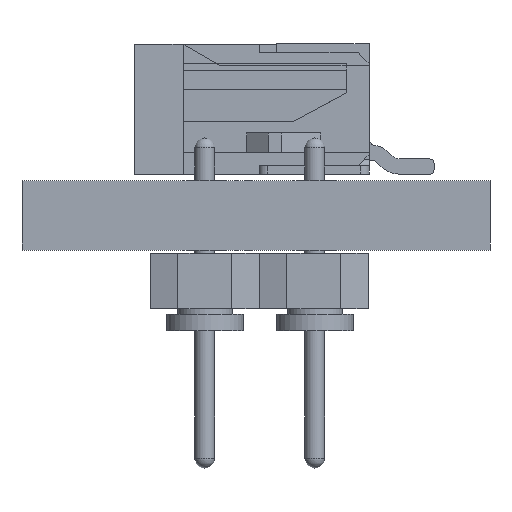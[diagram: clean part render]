
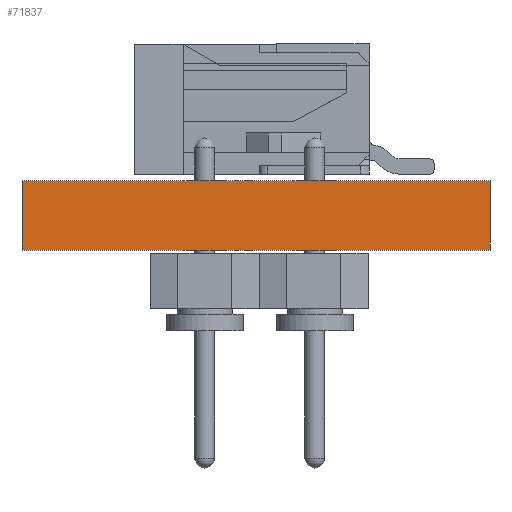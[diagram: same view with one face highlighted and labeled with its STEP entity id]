
A CAD part, front view. The second image highlights one B-rep face of the part: STEP entity #71837.
In plain terms, the highlighted planar face has unit normal (0, -1, 0).
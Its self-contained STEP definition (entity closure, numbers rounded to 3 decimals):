
#70353 = PLANE('',#70354);
#70354 = AXIS2_PLACEMENT_3D('',#70355,#70356,#70357);
#70355 = CARTESIAN_POINT('',(69.9,-39.05,1.6));
#70356 = DIRECTION('',(0.,0.,1.));
#70357 = DIRECTION('',(1.,0.,0.));
#70381 = PLANE('',#70382);
#70382 = AXIS2_PLACEMENT_3D('',#70383,#70384,#70385);
#70383 = CARTESIAN_POINT('',(64.5,-17.8,0.));
#70384 = DIRECTION('',(1.,0.,0.));
#70385 = DIRECTION('',(0.,-1.,0.));
#70407 = PLANE('',#70408);
#70408 = AXIS2_PLACEMENT_3D('',#70409,#70410,#70411);
#70409 = CARTESIAN_POINT('',(69.9,-39.05,0.));
#70410 = DIRECTION('',(0.,0.,1.));
#70411 = DIRECTION('',(1.,0.,0.));
#70440 = PLANE('',#70441);
#70441 = AXIS2_PLACEMENT_3D('',#70442,#70443,#70444);
#70442 = CARTESIAN_POINT('',(75.3,-60.3,0.));
#70443 = DIRECTION('',(-1.,0.,0.));
#70444 = DIRECTION('',(0.,1.,0.));
#70500 = VERTEX_POINT('',#70501);
#70501 = CARTESIAN_POINT('',(64.5,-60.3,1.6));
#70522 = EDGE_CURVE('',#70523,#70500,#70525,.T.);
#70523 = VERTEX_POINT('',#70524);
#70524 = CARTESIAN_POINT('',(64.5,-60.3,0.));
#70525 = SURFACE_CURVE('',#70526,(#70530,#70537),.PCURVE_S1.);
#70526 = LINE('',#70527,#70528);
#70527 = CARTESIAN_POINT('',(64.5,-60.3,0.));
#70528 = VECTOR('',#70529,1.);
#70529 = DIRECTION('',(0.,0.,1.));
#70530 = PCURVE('',#70381,#70531);
#70531 = DEFINITIONAL_REPRESENTATION('',(#70532),#70536);
#70532 = LINE('',#70533,#70534);
#70533 = CARTESIAN_POINT('',(42.5,0.));
#70534 = VECTOR('',#70535,1.);
#70535 = DIRECTION('',(0.,-1.));
#70536 = ( GEOMETRIC_REPRESENTATION_CONTEXT(2) 
PARAMETRIC_REPRESENTATION_CONTEXT() REPRESENTATION_CONTEXT('2D SPACE',''
  ) );
#70537 = PCURVE('',#70538,#70543);
#70538 = PLANE('',#70539);
#70539 = AXIS2_PLACEMENT_3D('',#70540,#70541,#70542);
#70540 = CARTESIAN_POINT('',(64.5,-60.3,0.));
#70541 = DIRECTION('',(0.,1.,0.));
#70542 = DIRECTION('',(1.,0.,0.));
#70543 = DEFINITIONAL_REPRESENTATION('',(#70544),#70548);
#70544 = LINE('',#70545,#70546);
#70545 = CARTESIAN_POINT('',(0.,0.));
#70546 = VECTOR('',#70547,1.);
#70547 = DIRECTION('',(0.,-1.));
#70548 = ( GEOMETRIC_REPRESENTATION_CONTEXT(2) 
PARAMETRIC_REPRESENTATION_CONTEXT() REPRESENTATION_CONTEXT('2D SPACE',''
  ) );
#70576 = EDGE_CURVE('',#70523,#70577,#70579,.T.);
#70577 = VERTEX_POINT('',#70578);
#70578 = CARTESIAN_POINT('',(75.3,-60.3,0.));
#70579 = SURFACE_CURVE('',#70580,(#70584,#70591),.PCURVE_S1.);
#70580 = LINE('',#70581,#70582);
#70581 = CARTESIAN_POINT('',(64.5,-60.3,0.));
#70582 = VECTOR('',#70583,1.);
#70583 = DIRECTION('',(1.,0.,0.));
#70584 = PCURVE('',#70407,#70585);
#70585 = DEFINITIONAL_REPRESENTATION('',(#70586),#70590);
#70586 = LINE('',#70587,#70588);
#70587 = CARTESIAN_POINT('',(-5.4,-21.25));
#70588 = VECTOR('',#70589,1.);
#70589 = DIRECTION('',(1.,0.));
#70590 = ( GEOMETRIC_REPRESENTATION_CONTEXT(2) 
PARAMETRIC_REPRESENTATION_CONTEXT() REPRESENTATION_CONTEXT('2D SPACE',''
  ) );
#70591 = PCURVE('',#70538,#70592);
#70592 = DEFINITIONAL_REPRESENTATION('',(#70593),#70597);
#70593 = LINE('',#70594,#70595);
#70594 = CARTESIAN_POINT('',(0.,0.));
#70595 = VECTOR('',#70596,1.);
#70596 = DIRECTION('',(1.,0.));
#70597 = ( GEOMETRIC_REPRESENTATION_CONTEXT(2) 
PARAMETRIC_REPRESENTATION_CONTEXT() REPRESENTATION_CONTEXT('2D SPACE',''
  ) );
#71246 = EDGE_CURVE('',#70500,#71247,#71249,.T.);
#71247 = VERTEX_POINT('',#71248);
#71248 = CARTESIAN_POINT('',(75.3,-60.3,1.6));
#71249 = SURFACE_CURVE('',#71250,(#71254,#71261),.PCURVE_S1.);
#71250 = LINE('',#71251,#71252);
#71251 = CARTESIAN_POINT('',(64.5,-60.3,1.6));
#71252 = VECTOR('',#71253,1.);
#71253 = DIRECTION('',(1.,0.,0.));
#71254 = PCURVE('',#70353,#71255);
#71255 = DEFINITIONAL_REPRESENTATION('',(#71256),#71260);
#71256 = LINE('',#71257,#71258);
#71257 = CARTESIAN_POINT('',(-5.4,-21.25));
#71258 = VECTOR('',#71259,1.);
#71259 = DIRECTION('',(1.,0.));
#71260 = ( GEOMETRIC_REPRESENTATION_CONTEXT(2) 
PARAMETRIC_REPRESENTATION_CONTEXT() REPRESENTATION_CONTEXT('2D SPACE',''
  ) );
#71261 = PCURVE('',#70538,#71262);
#71262 = DEFINITIONAL_REPRESENTATION('',(#71263),#71267);
#71263 = LINE('',#71264,#71265);
#71264 = CARTESIAN_POINT('',(0.,-1.6));
#71265 = VECTOR('',#71266,1.);
#71266 = DIRECTION('',(1.,0.));
#71267 = ( GEOMETRIC_REPRESENTATION_CONTEXT(2) 
PARAMETRIC_REPRESENTATION_CONTEXT() REPRESENTATION_CONTEXT('2D SPACE',''
  ) );
#71814 = EDGE_CURVE('',#70577,#71247,#71815,.T.);
#71815 = SURFACE_CURVE('',#71816,(#71820,#71827),.PCURVE_S1.);
#71816 = LINE('',#71817,#71818);
#71817 = CARTESIAN_POINT('',(75.3,-60.3,0.));
#71818 = VECTOR('',#71819,1.);
#71819 = DIRECTION('',(0.,0.,1.));
#71820 = PCURVE('',#70440,#71821);
#71821 = DEFINITIONAL_REPRESENTATION('',(#71822),#71826);
#71822 = LINE('',#71823,#71824);
#71823 = CARTESIAN_POINT('',(0.,0.));
#71824 = VECTOR('',#71825,1.);
#71825 = DIRECTION('',(0.,-1.));
#71826 = ( GEOMETRIC_REPRESENTATION_CONTEXT(2) 
PARAMETRIC_REPRESENTATION_CONTEXT() REPRESENTATION_CONTEXT('2D SPACE',''
  ) );
#71827 = PCURVE('',#70538,#71828);
#71828 = DEFINITIONAL_REPRESENTATION('',(#71829),#71833);
#71829 = LINE('',#71830,#71831);
#71830 = CARTESIAN_POINT('',(10.8,0.));
#71831 = VECTOR('',#71832,1.);
#71832 = DIRECTION('',(0.,-1.));
#71833 = ( GEOMETRIC_REPRESENTATION_CONTEXT(2) 
PARAMETRIC_REPRESENTATION_CONTEXT() REPRESENTATION_CONTEXT('2D SPACE',''
  ) );
#71837 = ADVANCED_FACE('',(#71838),#70538,.F.);
#71838 = FACE_BOUND('',#71839,.F.);
#71839 = EDGE_LOOP('',(#71840,#71841,#71842,#71843));
#71840 = ORIENTED_EDGE('',*,*,#70522,.T.);
#71841 = ORIENTED_EDGE('',*,*,#71246,.T.);
#71842 = ORIENTED_EDGE('',*,*,#71814,.F.);
#71843 = ORIENTED_EDGE('',*,*,#70576,.F.);
